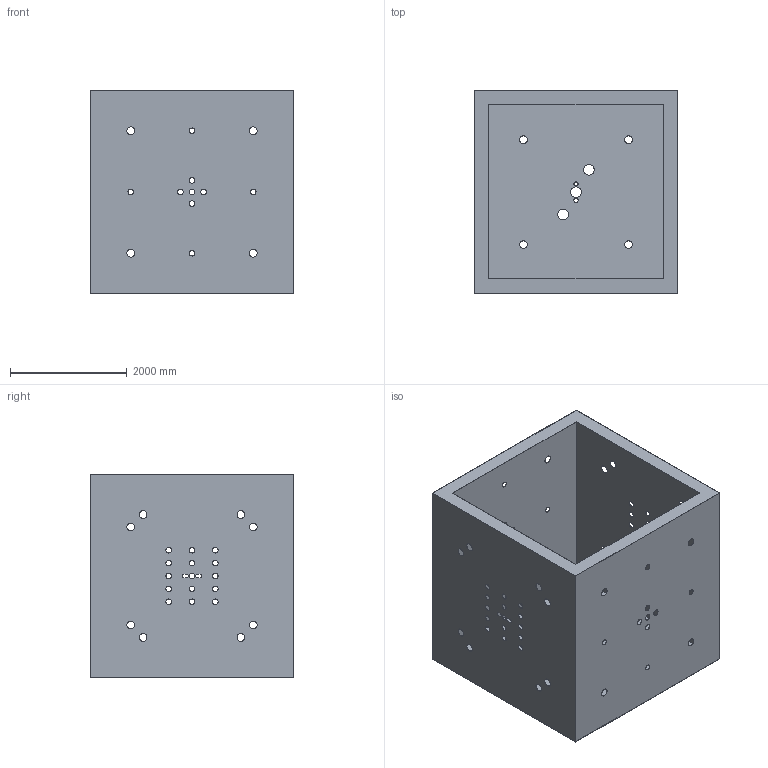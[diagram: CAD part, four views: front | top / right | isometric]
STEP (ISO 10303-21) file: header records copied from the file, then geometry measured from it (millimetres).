
FILE_DESCRIPTION (( 'STEP AP214' ), '1' );
FILE_NAME ('layer1_body.STEP', '2024-06-11T22:05:54', ( '' ), ( '' ), 'SwSTEP 2.0', 'SolidWorks 2023', '' );
FILE_SCHEMA (( 'AUTOMOTIVE_DESIGN' ));
Length unit declared in the file: metre
Products named in the file (3): MSR_body; layer1_body; layer1
Assembly tree (2 placements, depth 3):
  layer1_body
    MSR_body
      layer1
Bounding box: 3484 x 3477 x 3484 mm (x, y, z)
Volume: 251231649.2 mm3; surface area: 125780445.7 mm2
Topology: 1 solids, 1 shells, 198 faces, 582 edges, 388 vertices
Faces by surface type: cylinder 174, plane 24
Entity records: 7215 total; most frequent: DIRECTION 1338, CARTESIAN_POINT 1174, ORIENTED_EDGE 1164, EDGE_CURVE 582, AXIS2_PLACEMENT_3D 552, VERTEX_POINT 388, EDGE_LOOP 370, CIRCLE 348
